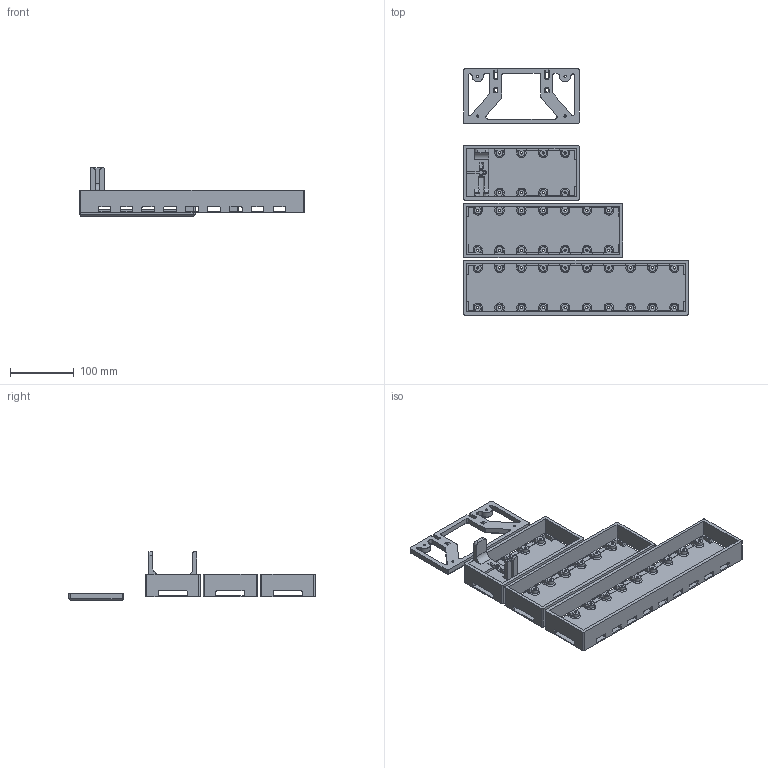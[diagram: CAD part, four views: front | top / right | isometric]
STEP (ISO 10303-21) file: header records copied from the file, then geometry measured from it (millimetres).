
FILE_DESCRIPTION(/* description */ (''),/* implementation_level */ '2;1');
FILE_NAME(/* name */ 'charger-mk1.step',/* time_stamp */ '2024-06-17T21:54:37+02:00',/* author */ (''),/* organization */ (''),/* preprocessor_version */ 'ST-DEVELOPER v20',/* originating_system */ 'Autodesk Translation Framework v13.14.0.145',/* authorisation */ '');
FILE_SCHEMA (('AUTOMOTIVE_DESIGN { 1 0 10303 214 3 1 1 }'));
Length unit declared in the file: millimetre
Products named in the file (1): charging dock
Bounding box: 352.2 x 385.4 x 75.5 mm (x, y, z)
Volume: 606107.3 mm3; surface area: 323080.4 mm2
Topology: 5 solids, 5 shells, 1170 faces, 3320 edges, 2120 vertices
Faces by surface type: plane 720, cylinder 326, cone 75, torus 47, bspline 2
Full cylindrical faces by diameter (mm): 2.7 x3, 3.5 x48, 7.5 x4
Entity records: 39023 total; most frequent: CARTESIAN_POINT 7866, ORIENTED_EDGE 6632, DIRECTION 6392, EDGE_CURVE 3316, LINE 2290, VECTOR 2290, VERTEX_POINT 2120, AXIS2_PLACEMENT_3D 2051
